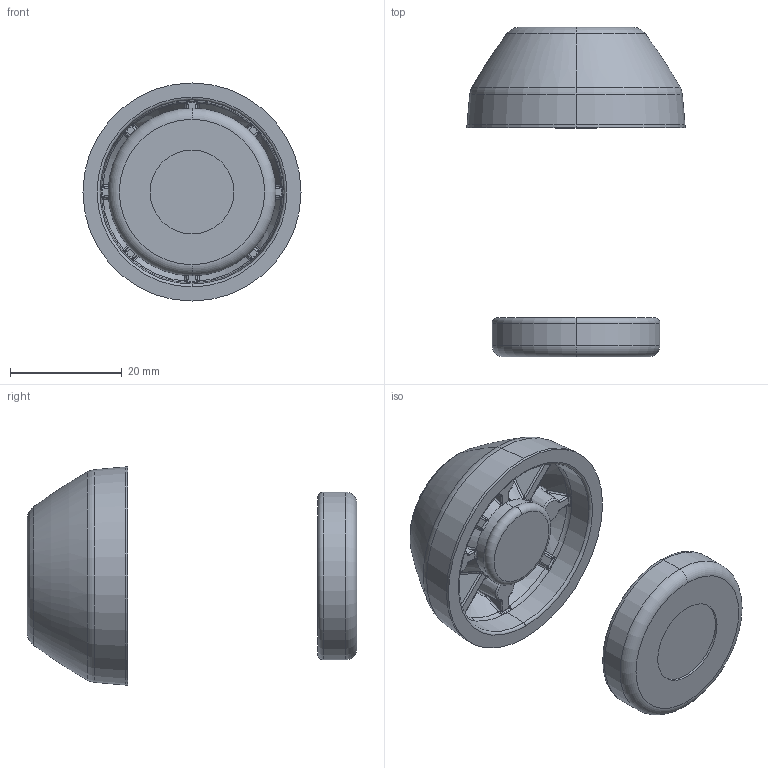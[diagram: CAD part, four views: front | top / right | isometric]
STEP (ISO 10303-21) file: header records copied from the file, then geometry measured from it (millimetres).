
FILE_DESCRIPTION (( 'STEP AP214' ), '1' );
FILE_NAME ('098d040kg.STEP', '2014-08-11T09:05:01', ( '' ), ( '' ), 'SwSTEP 2.0', 'SolidWorks 2014', '' );
FILE_SCHEMA (( 'AUTOMOTIVE_DESIGN' ));
Length unit declared in the file: millimetre
Products named in the file (3): 098dg040_Standard; 098d040k_098d040; 098d040kg
Assembly tree (2 placements, depth 2):
  098d040kg
    098d040k_098d040
    098dg040_Standard
Bounding box: 39 x 58.95 x 39 mm (x, y, z)
Volume: 13863 mm3; surface area: 7756.3 mm2
Topology: 2 solids, 2 shells, 370 faces, 858 edges, 478 vertices
Faces by surface type: bspline 190, torus 57, plane 39, cylinder 34, cone 32, sphere 18
Entity records: 13996 total; most frequent: CARTESIAN_POINT 6945, ORIENTED_EDGE 1674, DIRECTION 1182, EDGE_CURVE 837, AXIS2_PLACEMENT_3D 558, VERTEX_POINT 475, B_SPLINE_CURVE_WITH_KNOTS 398, EDGE_LOOP 374
